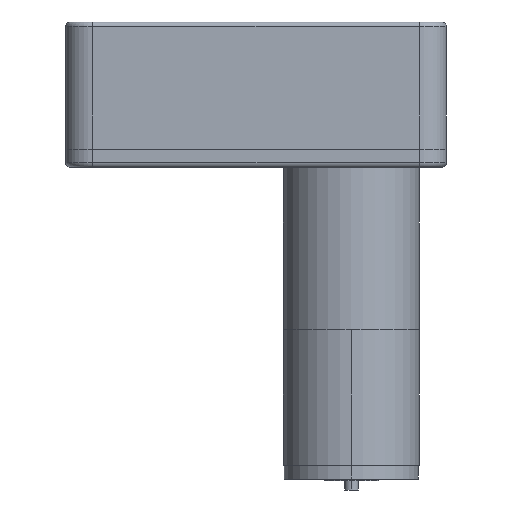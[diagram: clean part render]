
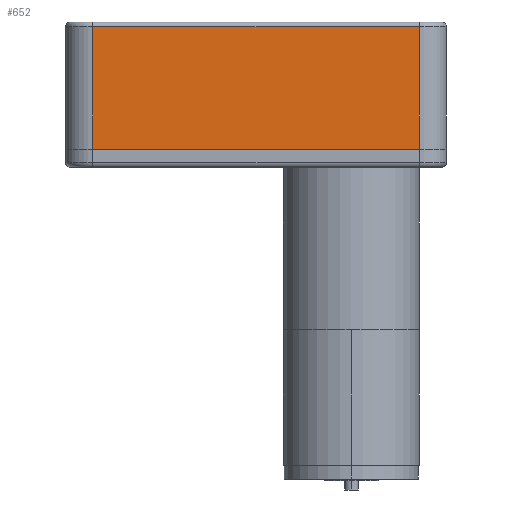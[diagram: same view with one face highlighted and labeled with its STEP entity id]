
A CAD part, front view. The second image highlights one B-rep face of the part: STEP entity #652.
In plain terms, the highlighted planar face has unit normal (0, -1, 0).
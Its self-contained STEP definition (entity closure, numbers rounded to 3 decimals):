
#187 = CARTESIAN_POINT ( 'NONE',  ( 6.74, -14.231, 14.5 ) ) ;
#652 = ADVANCED_FACE ( 'NONE', ( #8660 ), #2746, .F. ) ;
#707 = DIRECTION ( 'NONE',  ( 0., 0., -1. ) ) ;
#713 = ORIENTED_EDGE ( 'NONE', *, *, #7865, .T. ) ;
#899 = VERTEX_POINT ( 'NONE', #2662 ) ;
#1108 = ORIENTED_EDGE ( 'NONE', *, *, #6056, .T. ) ;
#1155 = CARTESIAN_POINT ( 'NONE',  ( -32.26, -14.231, 1. ) ) ;
#1337 = LINE ( 'NONE', #1155, #9118 ) ;
#1905 = DIRECTION ( 'NONE',  ( 1., 0., 0. ) ) ;
#2075 = VERTEX_POINT ( 'NONE', #187 ) ;
#2358 = DIRECTION ( 'NONE',  ( 0., 1., 0. ) ) ;
#2662 = CARTESIAN_POINT ( 'NONE',  ( 6.74, -14.231, 1. ) ) ;
#2746 = PLANE ( 'NONE',  #3352 ) ;
#3125 = CARTESIAN_POINT ( 'NONE',  ( -29.26, -14.231, 1. ) ) ;
#3352 = AXIS2_PLACEMENT_3D ( 'NONE', #5376, #2358, #9634 ) ;
#3705 = VERTEX_POINT ( 'NONE', #3125 ) ;
#4578 = VECTOR ( 'NONE', #8056, 1000. ) ;
#5251 = EDGE_LOOP ( 'NONE', ( #713, #5903, #5880, #1108 ) ) ;
#5256 = CARTESIAN_POINT ( 'NONE',  ( -29.26, -14.231, 14.5 ) ) ;
#5376 = CARTESIAN_POINT ( 'NONE',  ( -32.26, -14.231, 15. ) ) ;
#5753 = EDGE_CURVE ( 'NONE', #8733, #3705, #8691, .T. ) ;
#5880 = ORIENTED_EDGE ( 'NONE', *, *, #5753, .T. ) ;
#5903 = ORIENTED_EDGE ( 'NONE', *, *, #9131, .T. ) ;
#5985 = CARTESIAN_POINT ( 'NONE',  ( -29.26, -14.231, 15. ) ) ;
#6056 = EDGE_CURVE ( 'NONE', #3705, #899, #1337, .T. ) ;
#6266 = DIRECTION ( 'NONE',  ( 0., 0., 1. ) ) ;
#6476 = VECTOR ( 'NONE', #6266, 1000. ) ;
#6537 = CARTESIAN_POINT ( 'NONE',  ( -29.26, -14.231, 14.5 ) ) ;
#6589 = LINE ( 'NONE', #6537, #4578 ) ;
#6684 = VECTOR ( 'NONE', #707, 1000. ) ;
#7865 = EDGE_CURVE ( 'NONE', #899, #2075, #8485, .T. ) ;
#8056 = DIRECTION ( 'NONE',  ( -1., 0., 0. ) ) ;
#8485 = LINE ( 'NONE', #8516, #6476 ) ;
#8516 = CARTESIAN_POINT ( 'NONE',  ( 6.74, -14.231, 15. ) ) ;
#8660 = FACE_OUTER_BOUND ( 'NONE', #5251, .T. ) ;
#8691 = LINE ( 'NONE', #5985, #6684 ) ;
#8733 = VERTEX_POINT ( 'NONE', #5256 ) ;
#9118 = VECTOR ( 'NONE', #1905, 1000. ) ;
#9131 = EDGE_CURVE ( 'NONE', #2075, #8733, #6589, .T. ) ;
#9634 = DIRECTION ( 'NONE',  ( 0., 0., 1. ) ) ;
